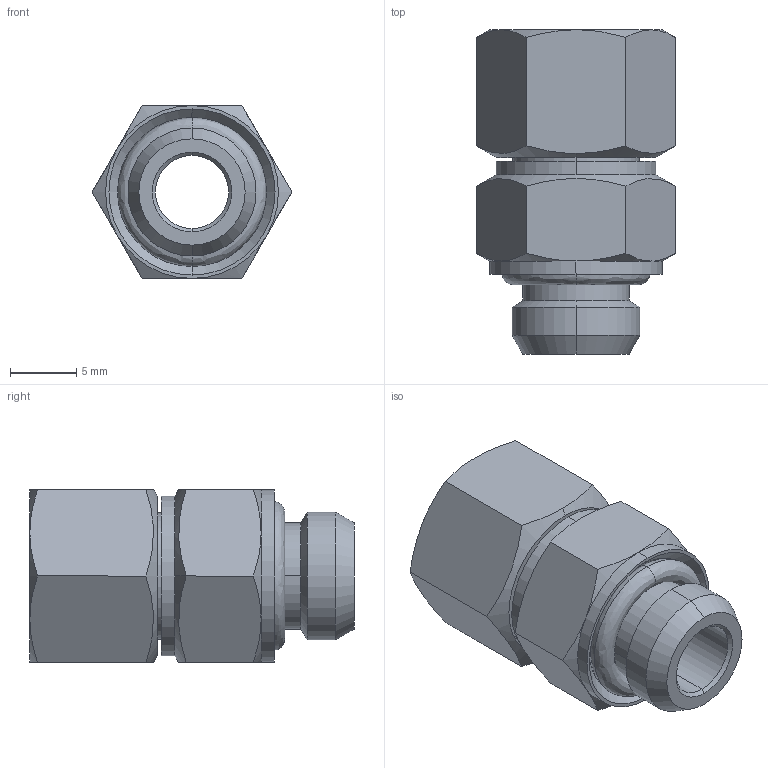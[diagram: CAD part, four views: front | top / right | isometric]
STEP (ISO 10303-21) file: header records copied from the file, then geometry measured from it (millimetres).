
FILE_DESCRIPTION (( 'STEP AP214' ), '1' );
FILE_NAME ('0211500001A.STEP', '2015-10-14T09:52:20', ( '' ), ( '' ), 'SwSTEP 2.0', 'SolidWorks 2015', '' );
FILE_SCHEMA (( 'AUTOMOTIVE_DESIGN' ));
Length unit declared in the file: millimetre
Products named in the file (2): 0211500001A
Bounding box: 15.01 x 24.4 x 13 mm (x, y, z)
Volume: 2160.2 mm3; surface area: 2044.7 mm2
Topology: 2 solids, 2 shells, 80 faces, 178 edges, 106 vertices
Faces by surface type: cone 32, plane 20, cylinder 18, bspline 10
Entity records: 3162 total; most frequent: CARTESIAN_POINT 1392, ORIENTED_EDGE 356, DIRECTION 338, EDGE_CURVE 178, AXIS2_PLACEMENT_3D 144, VERTEX_POINT 106, EDGE_LOOP 88, FACE_OUTER_BOUND 80
